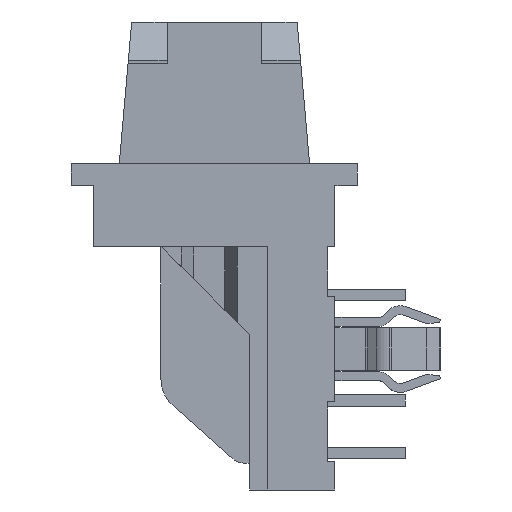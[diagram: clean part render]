
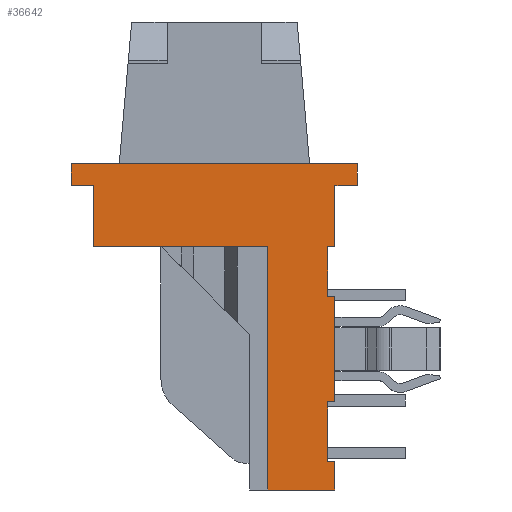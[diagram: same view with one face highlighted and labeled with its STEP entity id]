
A CAD part, left-side view. The second image highlights one B-rep face of the part: STEP entity #36642.
In plain terms, the highlighted planar face has unit normal (-1, 0, 0).
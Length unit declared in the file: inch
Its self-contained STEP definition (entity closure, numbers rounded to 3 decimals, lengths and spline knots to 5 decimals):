
#43 = ORIENTED_EDGE ( 'NONE', *, *, #17947, .F. ) ;
#136 = VERTEX_POINT ( 'NONE', #15651 ) ;
#1002 = LINE ( 'NONE', #29670, #17241 ) ;
#1554 = CARTESIAN_POINT ( 'NONE',  ( -1.6575, -0.171, -0.535 ) ) ;
#1907 = CARTESIAN_POINT ( 'NONE',  ( -1.6575, -0.171, -0.66 ) ) ;
#1983 = CARTESIAN_POINT ( 'NONE',  ( -1.6575, -0.171, -0.535 ) ) ;
#2026 = ORIENTED_EDGE ( 'NONE', *, *, #29943, .T. ) ;
#2084 = VECTOR ( 'NONE', #15261, 39.37008 ) ;
#2111 = CARTESIAN_POINT ( 'NONE',  ( -1.6575, 0.171, -0.315 ) ) ;
#2635 = LINE ( 'NONE', #25638, #29897 ) ;
#3550 = LINE ( 'NONE', #15068, #2084 ) ;
#4015 = VECTOR ( 'NONE', #24029, 39.37008 ) ;
#4044 = ORIENTED_EDGE ( 'NONE', *, *, #22760, .F. ) ;
#4479 = FACE_OUTER_BOUND ( 'NONE', #34284, .T. ) ;
#4599 = VECTOR ( 'NONE', #21249, 39.37008 ) ;
#5392 = VERTEX_POINT ( 'NONE', #29132 ) ;
#6201 = ORIENTED_EDGE ( 'NONE', *, *, #20386, .F. ) ;
#6343 = ORIENTED_EDGE ( 'NONE', *, *, #10008, .T. ) ;
#6513 = CARTESIAN_POINT ( 'NONE',  ( -1.6575, -0.203, -0.228 ) ) ;
#6604 = CARTESIAN_POINT ( 'NONE',  ( -1.6575, -0.076, -0.315 ) ) ;
#7323 = ORIENTED_EDGE ( 'NONE', *, *, #24837, .F. ) ;
#7406 = VERTEX_POINT ( 'NONE', #24145 ) ;
#8442 = LINE ( 'NONE', #26164, #14456 ) ;
#8479 = DIRECTION ( 'NONE',  ( 0., 1., 0. ) ) ;
#8523 = VECTOR ( 'NONE', #11702, 39.37008 ) ;
#8894 = EDGE_CURVE ( 'NONE', #9360, #25955, #30928, .T. ) ;
#9337 = EDGE_CURVE ( 'NONE', #20773, #19627, #14099, .T. ) ;
#9360 = VERTEX_POINT ( 'NONE', #30884 ) ;
#9874 = CARTESIAN_POINT ( 'NONE',  ( -1.6575, -0.171, -0.228 ) ) ;
#9937 = EDGE_CURVE ( 'NONE', #33106, #20745, #22262, .T. ) ;
#9958 = ORIENTED_EDGE ( 'NONE', *, *, #21850, .T. ) ;
#10008 = EDGE_CURVE ( 'NONE', #5392, #20745, #22073, .T. ) ;
#10150 = DIRECTION ( 'NONE',  ( 0., 1., 0. ) ) ;
#10220 = CARTESIAN_POINT ( 'NONE',  ( -1.6575, 0.203, -0.228 ) ) ;
#10245 = CARTESIAN_POINT ( 'NONE',  ( -1.6575, -0.161, -0.535 ) ) ;
#10336 = DIRECTION ( 'NONE',  ( 1., 0., 0. ) ) ;
#10400 = LINE ( 'NONE', #1907, #28839 ) ;
#10980 = VECTOR ( 'NONE', #13057, 39.37008 ) ;
#11017 = CARTESIAN_POINT ( 'NONE',  ( -1.6575, -0.076, -0.315 ) ) ;
#11258 = LINE ( 'NONE', #37285, #27534 ) ;
#11702 = DIRECTION ( 'NONE',  ( 0., 1., 0. ) ) ;
#12082 = AXIS2_PLACEMENT_3D ( 'NONE', #24481, #10336, #10150 ) ;
#12615 = PLANE ( 'NONE',  #12082 ) ;
#13057 = DIRECTION ( 'NONE',  ( 0., 0., 1. ) ) ;
#14099 = LINE ( 'NONE', #36541, #17561 ) ;
#14204 = DIRECTION ( 'NONE',  ( 0., 0., 1. ) ) ;
#14456 = VECTOR ( 'NONE', #37303, 39.37008 ) ;
#14641 = ORIENTED_EDGE ( 'NONE', *, *, #15472, .T. ) ;
#14844 = VECTOR ( 'NONE', #32990, 39.37008 ) ;
#14940 = CARTESIAN_POINT ( 'NONE',  ( -1.6575, -0.076, -0.315 ) ) ;
#15068 = CARTESIAN_POINT ( 'NONE',  ( -1.6575, -0.161, -0.315 ) ) ;
#15261 = DIRECTION ( 'NONE',  ( 0., -1., 0. ) ) ;
#15300 = ORIENTED_EDGE ( 'NONE', *, *, #35621, .T. ) ;
#15472 = EDGE_CURVE ( 'NONE', #25955, #136, #8442, .T. ) ;
#15651 = CARTESIAN_POINT ( 'NONE',  ( -1.6575, -0.161, -0.315 ) ) ;
#16237 = DIRECTION ( 'NONE',  ( 0., 1., 0. ) ) ;
#16321 = VECTOR ( 'NONE', #8479, 39.37008 ) ;
#16434 = ORIENTED_EDGE ( 'NONE', *, *, #20030, .T. ) ;
#17241 = VECTOR ( 'NONE', #35513, 39.37008 ) ;
#17561 = VECTOR ( 'NONE', #25594, 39.37008 ) ;
#17757 = LINE ( 'NONE', #14940, #30532 ) ;
#17947 = EDGE_CURVE ( 'NONE', #29407, #20773, #29809, .T. ) ;
#18368 = VERTEX_POINT ( 'NONE', #23349 ) ;
#18702 = DIRECTION ( 'NONE',  ( 0., 1., 0. ) ) ;
#18901 = EDGE_CURVE ( 'NONE', #21672, #9360, #25113, .T. ) ;
#19047 = DIRECTION ( 'NONE',  ( 0., 0., 1. ) ) ;
#19627 = VERTEX_POINT ( 'NONE', #33752 ) ;
#19742 = DIRECTION ( 'NONE',  ( 0., 0., 1. ) ) ;
#20012 = VECTOR ( 'NONE', #19047, 39.37008 ) ;
#20030 = EDGE_CURVE ( 'NONE', #7406, #30065, #11258, .T. ) ;
#20386 = EDGE_CURVE ( 'NONE', #25562, #33106, #30282, .T. ) ;
#20745 = VERTEX_POINT ( 'NONE', #9874 ) ;
#20773 = VERTEX_POINT ( 'NONE', #2111 ) ;
#21249 = DIRECTION ( 'NONE',  ( 0., 0., -1. ) ) ;
#21320 = CARTESIAN_POINT ( 'NONE',  ( -1.6575, -0.203, -0.197 ) ) ;
#21432 = EDGE_CURVE ( 'NONE', #19627, #30896, #2635, .T. ) ;
#21483 = CARTESIAN_POINT ( 'NONE',  ( -1.6575, 0.203, -0.197 ) ) ;
#21672 = VERTEX_POINT ( 'NONE', #1983 ) ;
#21793 = CARTESIAN_POINT ( 'NONE',  ( -1.6575, -0.203, -0.197 ) ) ;
#21850 = EDGE_CURVE ( 'NONE', #30065, #21672, #24762, .T. ) ;
#22073 = LINE ( 'NONE', #36225, #20012 ) ;
#22234 = EDGE_CURVE ( 'NONE', #29407, #18368, #17757, .T. ) ;
#22262 = LINE ( 'NONE', #33211, #30244 ) ;
#22760 = EDGE_CURVE ( 'NONE', #32267, #25562, #24315, .T. ) ;
#23294 = VERTEX_POINT ( 'NONE', #28394 ) ;
#23349 = CARTESIAN_POINT ( 'NONE',  ( -1.6575, -0.076, -0.66 ) ) ;
#23660 = ORIENTED_EDGE ( 'NONE', *, *, #9337, .F. ) ;
#23941 = VECTOR ( 'NONE', #14204, 39.37008 ) ;
#24029 = DIRECTION ( 'NONE',  ( 0., -1., 0. ) ) ;
#24145 = CARTESIAN_POINT ( 'NONE',  ( -1.6575, -0.161, -0.62 ) ) ;
#24315 = LINE ( 'NONE', #21483, #14844 ) ;
#24481 = CARTESIAN_POINT ( 'NONE',  ( -1.6575, 0., 0. ) ) ;
#24762 = LINE ( 'NONE', #10245, #4015 ) ;
#24837 = EDGE_CURVE ( 'NONE', #30896, #32267, #30073, .T. ) ;
#25110 = CARTESIAN_POINT ( 'NONE',  ( -1.6575, 0.203, -0.197 ) ) ;
#25113 = LINE ( 'NONE', #1554, #10980 ) ;
#25119 = ORIENTED_EDGE ( 'NONE', *, *, #21432, .F. ) ;
#25562 = VERTEX_POINT ( 'NONE', #21320 ) ;
#25594 = DIRECTION ( 'NONE',  ( 0., 0., 1. ) ) ;
#25638 = CARTESIAN_POINT ( 'NONE',  ( -1.6575, 0.171, -0.228 ) ) ;
#25955 = VERTEX_POINT ( 'NONE', #32203 ) ;
#26164 = CARTESIAN_POINT ( 'NONE',  ( -1.6575, -0.161, -0.385 ) ) ;
#26437 = DIRECTION ( 'NONE',  ( 0., 0., -1. ) ) ;
#26887 = EDGE_CURVE ( 'NONE', #23294, #18368, #10400, .T. ) ;
#27392 = ORIENTED_EDGE ( 'NONE', *, *, #26887, .F. ) ;
#27534 = VECTOR ( 'NONE', #19742, 39.37008 ) ;
#27615 = VECTOR ( 'NONE', #28605, 39.37008 ) ;
#28394 = CARTESIAN_POINT ( 'NONE',  ( -1.6575, -0.171, -0.66 ) ) ;
#28605 = DIRECTION ( 'NONE',  ( 0., 1., 0. ) ) ;
#28839 = VECTOR ( 'NONE', #18702, 39.37008 ) ;
#28993 = ORIENTED_EDGE ( 'NONE', *, *, #18901, .T. ) ;
#29132 = CARTESIAN_POINT ( 'NONE',  ( -1.6575, -0.171, -0.315 ) ) ;
#29374 = VERTEX_POINT ( 'NONE', #34399 ) ;
#29407 = VERTEX_POINT ( 'NONE', #11017 ) ;
#29670 = CARTESIAN_POINT ( 'NONE',  ( -1.6575, -0.171, -0.66 ) ) ;
#29809 = LINE ( 'NONE', #6604, #8523 ) ;
#29897 = VECTOR ( 'NONE', #37153, 39.37008 ) ;
#29943 = EDGE_CURVE ( 'NONE', #136, #5392, #3550, .T. ) ;
#30065 = VERTEX_POINT ( 'NONE', #30143 ) ;
#30073 = LINE ( 'NONE', #30616, #23941 ) ;
#30143 = CARTESIAN_POINT ( 'NONE',  ( -1.6575, -0.161, -0.535 ) ) ;
#30244 = VECTOR ( 'NONE', #16237, 39.37008 ) ;
#30282 = LINE ( 'NONE', #21793, #4599 ) ;
#30532 = VECTOR ( 'NONE', #26437, 39.37008 ) ;
#30616 = CARTESIAN_POINT ( 'NONE',  ( -1.6575, 0.203, -0.228 ) ) ;
#30884 = CARTESIAN_POINT ( 'NONE',  ( -1.6575, -0.171, -0.385 ) ) ;
#30896 = VERTEX_POINT ( 'NONE', #10220 ) ;
#30928 = LINE ( 'NONE', #36970, #16321 ) ;
#31048 = CARTESIAN_POINT ( 'NONE',  ( -1.6575, -0.171, -0.62 ) ) ;
#31590 = ORIENTED_EDGE ( 'NONE', *, *, #8894, .T. ) ;
#31899 = EDGE_CURVE ( 'NONE', #23294, #29374, #1002, .T. ) ;
#32203 = CARTESIAN_POINT ( 'NONE',  ( -1.6575, -0.161, -0.385 ) ) ;
#32267 = VERTEX_POINT ( 'NONE', #25110 ) ;
#32990 = DIRECTION ( 'NONE',  ( 0., -1., 0. ) ) ;
#33106 = VERTEX_POINT ( 'NONE', #6513 ) ;
#33211 = CARTESIAN_POINT ( 'NONE',  ( -1.6575, -0.203, -0.228 ) ) ;
#33752 = CARTESIAN_POINT ( 'NONE',  ( -1.6575, 0.171, -0.228 ) ) ;
#34284 = EDGE_LOOP ( 'NONE', ( #14641, #2026, #6343, #34798, #6201, #4044, #7323, #25119, #23660, #43, #36140, #27392, #36702, #15300, #16434, #9958, #28993, #31590 ) ) ;
#34399 = CARTESIAN_POINT ( 'NONE',  ( -1.6575, -0.171, -0.62 ) ) ;
#34798 = ORIENTED_EDGE ( 'NONE', *, *, #9937, .F. ) ;
#35513 = DIRECTION ( 'NONE',  ( 0., 0., 1. ) ) ;
#35621 = EDGE_CURVE ( 'NONE', #29374, #7406, #36917, .T. ) ;
#36140 = ORIENTED_EDGE ( 'NONE', *, *, #22234, .T. ) ;
#36225 = CARTESIAN_POINT ( 'NONE',  ( -1.6575, -0.171, -0.315 ) ) ;
#36541 = CARTESIAN_POINT ( 'NONE',  ( -1.6575, 0.171, -0.315 ) ) ;
#36642 = ADVANCED_FACE ( 'NONE', ( #4479 ), #12615, .F. ) ;
#36702 = ORIENTED_EDGE ( 'NONE', *, *, #31899, .T. ) ;
#36917 = LINE ( 'NONE', #31048, #27615 ) ;
#36970 = CARTESIAN_POINT ( 'NONE',  ( -1.6575, -0.171, -0.385 ) ) ;
#37153 = DIRECTION ( 'NONE',  ( 0., 1., 0. ) ) ;
#37285 = CARTESIAN_POINT ( 'NONE',  ( -1.6575, -0.161, -0.62 ) ) ;
#37303 = DIRECTION ( 'NONE',  ( 0., 0., 1. ) ) ;
